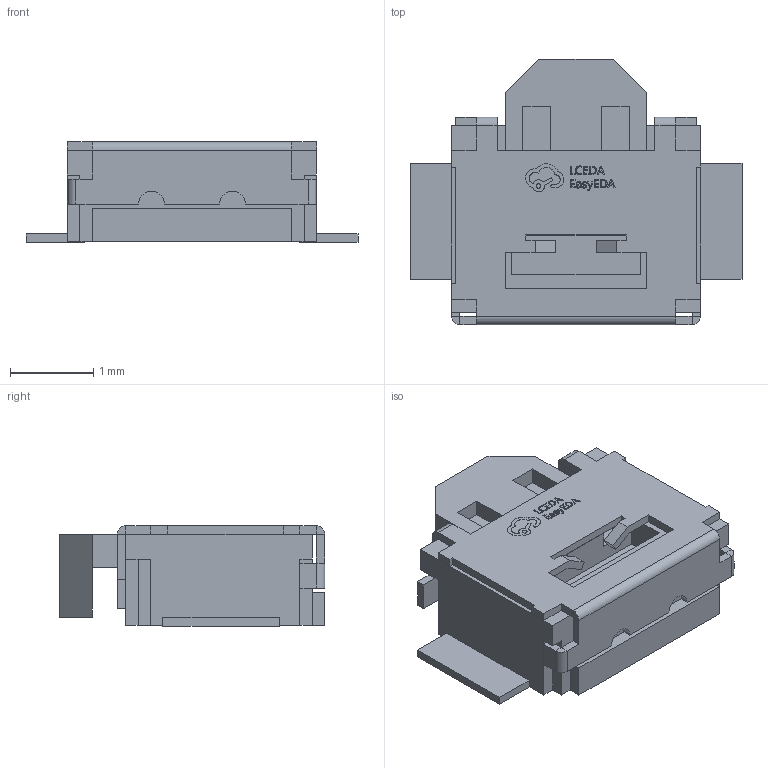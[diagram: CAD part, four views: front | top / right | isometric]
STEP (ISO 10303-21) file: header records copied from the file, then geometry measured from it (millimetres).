
FILE_DESCRIPTION(/* description */ ('STEP AP214'),/* implementation_level */ '2;1');
FILE_NAME(/* name */ 'KEY-SMD_B3U-3000P.step',/* time_stamp */ '2023-11-15T17:59:09-05:00',/* author */ ('jevan'),/* organization */ (''),/* preprocessor_version */ 'ST-DEVELOPER v19.2',/* originating_system */ 'Autodesk Inventor 2024',/* authorisation */ '');
FILE_SCHEMA (('AUTOMOTIVE_DESIGN { 1 0 10303 214 3 1 1 }'));
Length unit declared in the file: millimetre
Products named in the file (1): KEY-SMD_B3U-3000P
Bounding box: 4 x 3.2 x 1.21 mm (x, y, z)
Volume: 8.5 mm3; surface area: 64.5 mm2
Topology: 3 solids, 3 shells, 437 faces, 1173 edges, 768 vertices
Faces by surface type: plane 313, bspline 112, cylinder 12
Entity records: 15221 total; most frequent: CARTESIAN_POINT 4257, ORIENTED_EDGE 2346, DIRECTION 1805, EDGE_CURVE 1173, LINE 925, VECTOR 925, VERTEX_POINT 768, EDGE_LOOP 467
